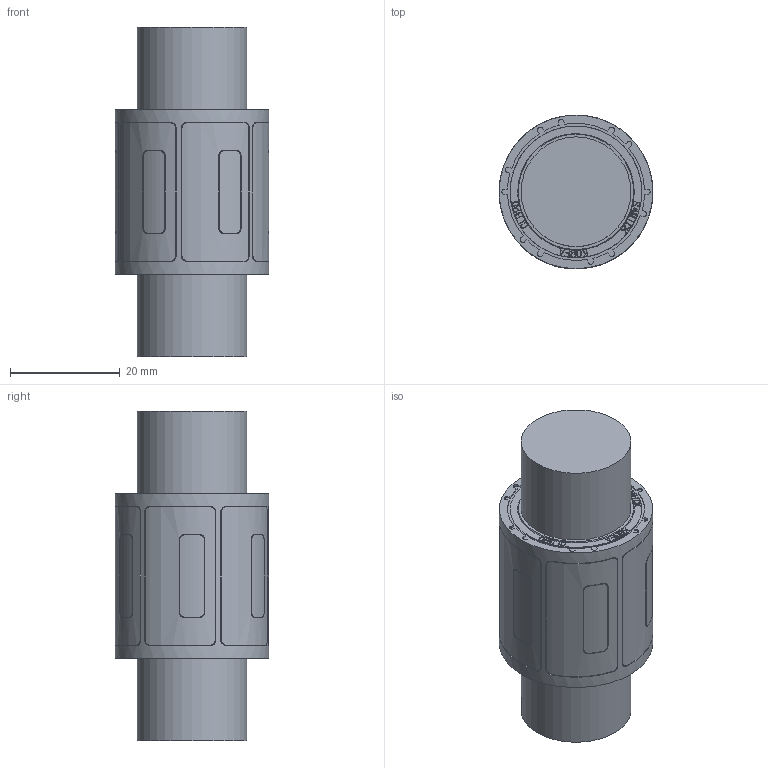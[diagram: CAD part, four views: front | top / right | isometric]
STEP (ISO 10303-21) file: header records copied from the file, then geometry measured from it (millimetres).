
FILE_DESCRIPTION((''),'2;1');
FILE_NAME('CLB 20 UU.stp','2013-02-18T09:28:02',('user2'),(''),'Autodesk Inventor 2012','Autodesk Inventor 2012','');
FILE_SCHEMA(('AUTOMOTIVE_DESIGN { 1 0 10303 214 1 1 1 1 }'));
Length unit declared in the file: millimetre
Products named in the file (1): CLB 20 UU
Bounding box: 28 x 28 x 60 mm (x, y, z)
Volume: 27648.6 mm3; surface area: 9901.4 mm2
Topology: 1 solids, 1 shells, 997 faces, 2866 edges, 1912 vertices
Faces by surface type: bspline 452, plane 380, cylinder 161, cone 4
Full cylindrical faces by diameter (mm): 20 x2, 24 x2, 28 x1
Entity records: 34460 total; most frequent: CARTESIAN_POINT 11478, ORIENTED_EDGE 5700, DIRECTION 3236, EDGE_CURVE 2850, VERTEX_POINT 1904, VECTOR 1412, LINE 1412, EDGE_LOOP 1046
